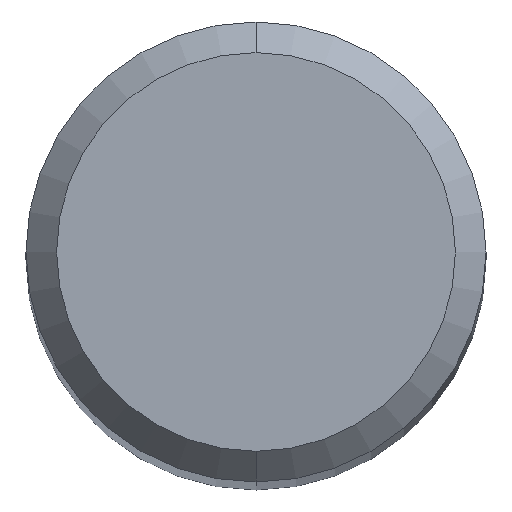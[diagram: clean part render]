
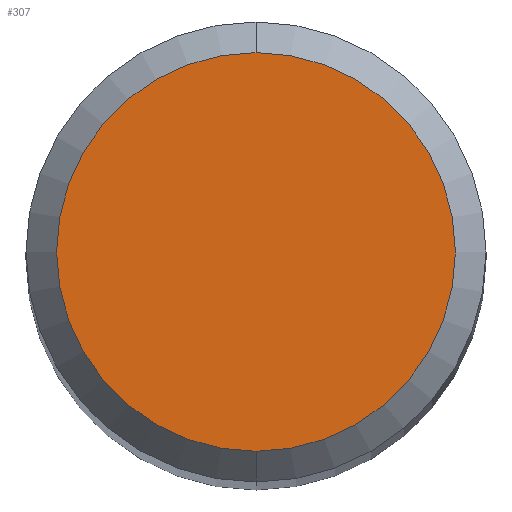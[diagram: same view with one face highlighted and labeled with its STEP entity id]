
A CAD part, top view. The second image highlights one B-rep face of the part: STEP entity #307.
In plain terms, the highlighted planar face has unit normal (0, 0, 1).
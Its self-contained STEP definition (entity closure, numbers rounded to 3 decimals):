
#307=ADVANCED_FACE('',(#858),#859,.T.);
#429=EDGE_CURVE('',#623,#717,#991,.T.);
#603=EDGE_CURVE('',#717,#623,#1181,.T.);
#623=VERTEX_POINT('',#1201);
#717=VERTEX_POINT('',#1305);
#858=FACE_OUTER_BOUND('',#1470,.T.);
#859=PLANE('',#1471);
#991=CIRCLE('',#2117,2.6);
#1181=CIRCLE('',#3219,2.6);
#1201=CARTESIAN_POINT('',(0.,-2.6,0.0));
#1305=CARTESIAN_POINT('',(0.0,2.6,0.0));
#1470=EDGE_LOOP('',(#4260,#4261));
#1471=AXIS2_PLACEMENT_3D('',#4262,#4263,#4264);
#2117=AXIS2_PLACEMENT_3D('',#4384,#4385,#4386);
#3219=AXIS2_PLACEMENT_3D('',#4636,#4637,#4638);
#4260=ORIENTED_EDGE('',*,*,#603,.F.);
#4261=ORIENTED_EDGE('',*,*,#429,.F.);
#4262=CARTESIAN_POINT('',(0.0,1.3,0.0));
#4263=DIRECTION('',(-0.0,0.0,1.0));
#4264=DIRECTION('',(0.0,-1.0,0.0));
#4384=CARTESIAN_POINT('',(0.0,0.0,0.0));
#4385=DIRECTION('',(0.0,0.0,-1.0));
#4386=DIRECTION('',(0.0,1.0,0.0));
#4636=CARTESIAN_POINT('',(0.0,0.0,0.0));
#4637=DIRECTION('',(0.0,0.0,-1.0));
#4638=DIRECTION('',(0.0,1.0,0.0));
